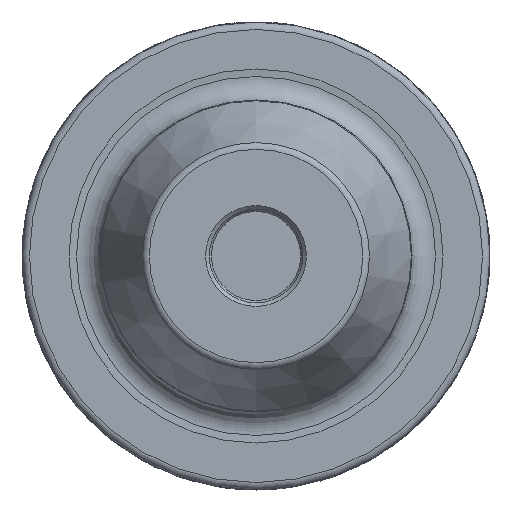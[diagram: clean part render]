
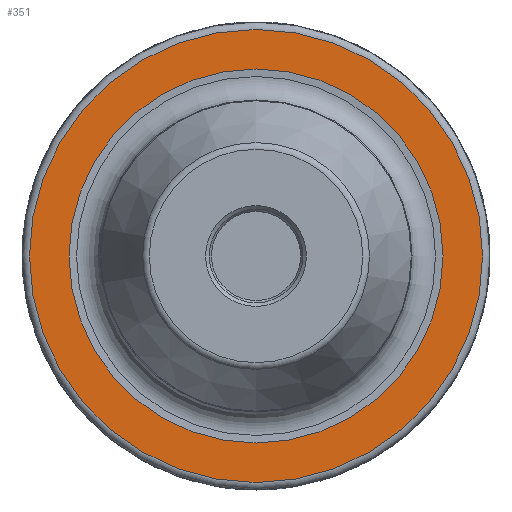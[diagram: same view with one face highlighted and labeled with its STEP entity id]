
A CAD part, left-side view. The second image highlights one B-rep face of the part: STEP entity #351.
In plain terms, the highlighted planar face has unit normal (-1, 0, 0).
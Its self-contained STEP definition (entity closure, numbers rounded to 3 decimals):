
#165=PLANE('',#1364);
#351=ADVANCED_FACE('',(#432,#433),#165,.F.);
#432=FACE_BOUND('',#512,.T.);
#433=FACE_BOUND('',#513,.T.);
#512=EDGE_LOOP('',(#722));
#513=EDGE_LOOP('',(#723));
#722=ORIENTED_EDGE('',*,*,#1167,.T.);
#723=ORIENTED_EDGE('',*,*,#1166,.F.);
#1016=VERTEX_POINT('',#2385);
#1017=VERTEX_POINT('',#2388);
#1166=EDGE_CURVE('',#1016,#1016,#1265,.T.);
#1167=EDGE_CURVE('',#1017,#1017,#1266,.T.);
#1265=CIRCLE('',#1361,30.495);
#1266=CIRCLE('',#1363,25.174);
#1361=AXIS2_PLACEMENT_3D('',#2384,#1601,#1602);
#1363=AXIS2_PLACEMENT_3D('',#2387,#1605,#1606);
#1364=AXIS2_PLACEMENT_3D('',#2389,#1607,#1608);
#1601=DIRECTION('',(1.,0.,0.));
#1602=DIRECTION('',(0.,0.,1.));
#1605=DIRECTION('',(1.,0.,0.));
#1606=DIRECTION('',(0.,0.,1.));
#1607=DIRECTION('',(1.,0.,0.));
#1608=DIRECTION('',(0.,0.,-1.));
#2384=CARTESIAN_POINT('',(36.,0.,0.));
#2385=CARTESIAN_POINT('',(36.,0.,30.495));
#2387=CARTESIAN_POINT('',(36.,0.,0.));
#2388=CARTESIAN_POINT('',(36.,0.,25.174));
#2389=CARTESIAN_POINT('',(36.,30.495,0.));
